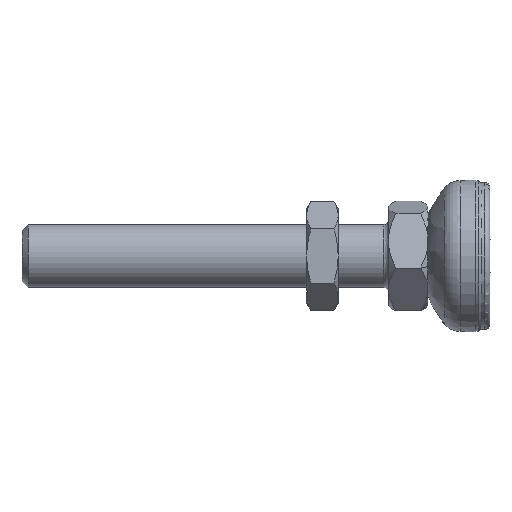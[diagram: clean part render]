
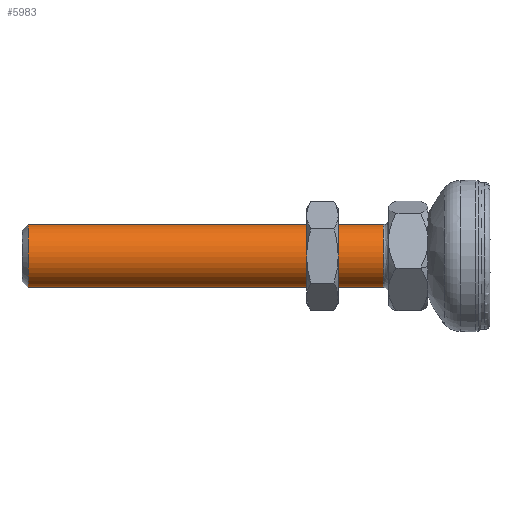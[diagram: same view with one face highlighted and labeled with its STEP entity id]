
A CAD part, left-side view. The second image highlights one B-rep face of the part: STEP entity #5983.
In plain terms, the highlighted cylindrical face has radius 6 mm (diameter 12 mm), a partial arc.
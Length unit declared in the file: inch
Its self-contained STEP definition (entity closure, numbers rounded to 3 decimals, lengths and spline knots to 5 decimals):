
#194 = CARTESIAN_POINT ( 'NONE',  ( 0.36611, 3.65557, 1.23327 ) ) ;
#279 = DIRECTION ( 'NONE',  ( 0.214, 0., -0.977 ) ) ;
#539 = VERTEX_POINT ( 'NONE', #1351 ) ;
#1311 = CARTESIAN_POINT ( 'NONE',  ( 0.4167, 3.65557, 1.00253 ) ) ;
#1351 = CARTESIAN_POINT ( 'NONE',  ( 0.36611, 0.98628, 1.23327 ) ) ;
#1675 = CIRCLE ( 'NONE', #6264, 0.23622 ) ;
#1703 = ORIENTED_EDGE ( 'NONE', *, *, #5345, .T. ) ;
#1799 = DIRECTION ( 'NONE',  ( 0., -1., 0. ) ) ;
#1828 = DIRECTION ( 'NONE',  ( 0.214, 0., -0.977 ) ) ;
#2109 = CARTESIAN_POINT ( 'NONE',  ( 0.4673, 0.98628, 0.77179 ) ) ;
#2239 = CARTESIAN_POINT ( 'NONE',  ( 0.4673, 3.65557, 0.77179 ) ) ;
#2254 = DIRECTION ( 'NONE',  ( 0.214, 0., -0.977 ) ) ;
#2484 = VERTEX_POINT ( 'NONE', #2239 ) ;
#3309 = DIRECTION ( 'NONE',  ( 0., 1., 0. ) ) ;
#3352 = DIRECTION ( 'NONE',  ( 0., -1., 0. ) ) ;
#3983 = VECTOR ( 'NONE', #1799, 39.37008 ) ;
#4189 = EDGE_CURVE ( 'NONE', #6460, #2484, #1675, .T. ) ;
#4245 = LINE ( 'NONE', #5924, #5433 ) ;
#4313 = CARTESIAN_POINT ( 'NONE',  ( 0.4167, 2.40692, 1.00253 ) ) ;
#4416 = ORIENTED_EDGE ( 'NONE', *, *, #6093, .T. ) ;
#4503 = AXIS2_PLACEMENT_3D ( 'NONE', #4313, #6330, #2254 ) ;
#4543 = FACE_OUTER_BOUND ( 'NONE', #6262, .T. ) ;
#4593 = ORIENTED_EDGE ( 'NONE', *, *, #6560, .F. ) ;
#4706 = CYLINDRICAL_SURFACE ( 'NONE', #4503, 0.23622 ) ;
#4709 = VERTEX_POINT ( 'NONE', #2109 ) ;
#4869 = CARTESIAN_POINT ( 'NONE',  ( 0.36611, 2.40692, 1.23327 ) ) ;
#4900 = DIRECTION ( 'NONE',  ( 0., -1., 0. ) ) ;
#5345 = EDGE_CURVE ( 'NONE', #4709, #539, #6132, .T. ) ;
#5433 = VECTOR ( 'NONE', #3352, 39.37008 ) ;
#5579 = ORIENTED_EDGE ( 'NONE', *, *, #4189, .T. ) ;
#5924 = CARTESIAN_POINT ( 'NONE',  ( 0.4673, 2.40692, 0.77179 ) ) ;
#5983 = ADVANCED_FACE ( 'NONE', ( #4543 ), #4706, .T. ) ;
#6005 = AXIS2_PLACEMENT_3D ( 'NONE', #6369, #3309, #279 ) ;
#6093 = EDGE_CURVE ( 'NONE', #2484, #4709, #4245, .T. ) ;
#6132 = CIRCLE ( 'NONE', #6005, 0.23622 ) ;
#6262 = EDGE_LOOP ( 'NONE', ( #4593, #5579, #4416, #1703 ) ) ;
#6264 = AXIS2_PLACEMENT_3D ( 'NONE', #1311, #4900, #1828 ) ;
#6330 = DIRECTION ( 'NONE',  ( 0., -1., 0. ) ) ;
#6369 = CARTESIAN_POINT ( 'NONE',  ( 0.4167, 0.98628, 1.00253 ) ) ;
#6460 = VERTEX_POINT ( 'NONE', #194 ) ;
#6527 = LINE ( 'NONE', #4869, #3983 ) ;
#6560 = EDGE_CURVE ( 'NONE', #6460, #539, #6527, .T. ) ;
